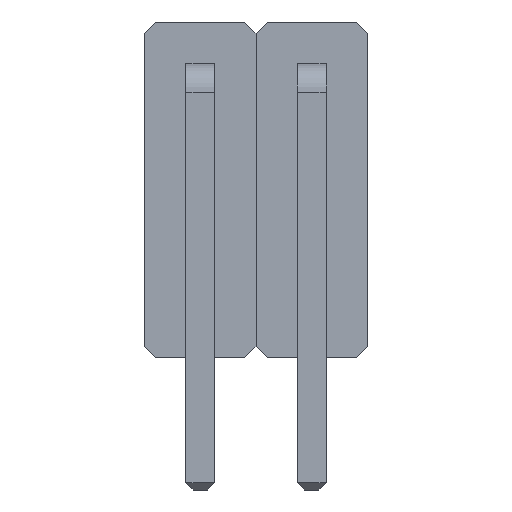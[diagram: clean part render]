
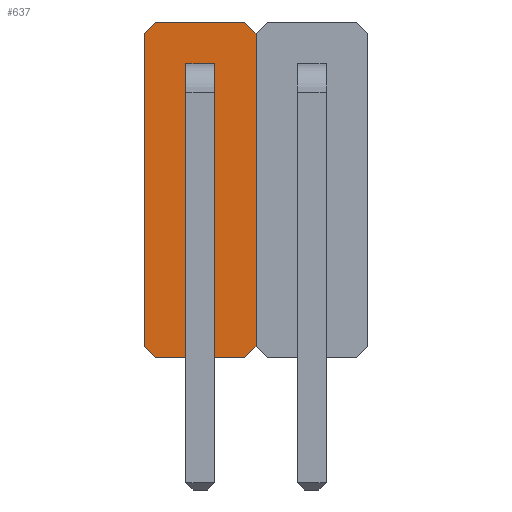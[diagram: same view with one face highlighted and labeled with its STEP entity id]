
A CAD part, left-side view. The second image highlights one B-rep face of the part: STEP entity #637.
In plain terms, the highlighted planar face has unit normal (-1, 0, 0).
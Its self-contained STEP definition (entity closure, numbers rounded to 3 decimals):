
#22 = VERTEX_POINT('',#23);
#23 = CARTESIAN_POINT('',(6.58,-1.27,0.254));
#40 = VERTEX_POINT('',#41);
#41 = CARTESIAN_POINT('',(6.58,-1.27,7.366));
#47 = EDGE_CURVE('',#22,#40,#48,.T.);
#48 = LINE('',#49,#50);
#49 = CARTESIAN_POINT('',(6.58,-1.27,0.254));
#50 = VECTOR('',#51,1.);
#51 = DIRECTION('',(0.,0.,1.));
#62 = VERTEX_POINT('',#63);
#63 = CARTESIAN_POINT('',(6.58,-1.016,7.62));
#78 = EDGE_CURVE('',#62,#40,#79,.T.);
#79 = LINE('',#80,#81);
#80 = CARTESIAN_POINT('',(6.58,-1.016,7.62));
#81 = VECTOR('',#82,1.);
#82 = DIRECTION('',(0.,-0.707,-0.707));
#102 = VERTEX_POINT('',#103);
#103 = CARTESIAN_POINT('',(6.58,1.016,7.62));
#109 = EDGE_CURVE('',#62,#102,#110,.T.);
#110 = LINE('',#111,#112);
#111 = CARTESIAN_POINT('',(6.58,-1.016,7.62));
#112 = VECTOR('',#113,1.);
#113 = DIRECTION('',(0.,1.,0.));
#133 = VERTEX_POINT('',#134);
#134 = CARTESIAN_POINT('',(6.58,1.27,7.366));
#140 = EDGE_CURVE('',#102,#133,#141,.T.);
#141 = LINE('',#142,#143);
#142 = CARTESIAN_POINT('',(6.58,1.016,7.62));
#143 = VECTOR('',#144,1.);
#144 = DIRECTION('',(0.,0.707,-0.707));
#164 = VERTEX_POINT('',#165);
#165 = CARTESIAN_POINT('',(6.58,1.27,0.254));
#171 = EDGE_CURVE('',#133,#164,#172,.T.);
#172 = LINE('',#173,#174);
#173 = CARTESIAN_POINT('',(6.58,1.27,7.366));
#174 = VECTOR('',#175,1.);
#175 = DIRECTION('',(0.,0.,-1.));
#186 = VERTEX_POINT('',#187);
#187 = CARTESIAN_POINT('',(6.58,1.016,0.));
#202 = EDGE_CURVE('',#186,#164,#203,.T.);
#203 = LINE('',#204,#205);
#204 = CARTESIAN_POINT('',(6.58,1.016,0.));
#205 = VECTOR('',#206,1.);
#206 = DIRECTION('',(0.,0.707,0.707));
#226 = VERTEX_POINT('',#227);
#227 = CARTESIAN_POINT('',(6.58,-1.016,0.));
#233 = EDGE_CURVE('',#186,#226,#234,.T.);
#234 = LINE('',#235,#236);
#235 = CARTESIAN_POINT('',(6.58,1.016,0.));
#236 = VECTOR('',#237,1.);
#237 = DIRECTION('',(0.,-1.,0.));
#255 = EDGE_CURVE('',#22,#226,#256,.T.);
#256 = LINE('',#257,#258);
#257 = CARTESIAN_POINT('',(6.58,-1.27,0.254));
#258 = VECTOR('',#259,1.);
#259 = DIRECTION('',(0.,0.707,-0.707));
#270 = VERTEX_POINT('',#271);
#271 = CARTESIAN_POINT('',(6.58,-0.32,6.03));
#288 = VERTEX_POINT('',#289);
#289 = CARTESIAN_POINT('',(6.58,-0.32,6.67));
#295 = EDGE_CURVE('',#270,#288,#296,.T.);
#296 = LINE('',#297,#298);
#297 = CARTESIAN_POINT('',(6.58,-0.32,6.03));
#298 = VECTOR('',#299,1.);
#299 = DIRECTION('',(0.,0.,1.));
#310 = VERTEX_POINT('',#311);
#311 = CARTESIAN_POINT('',(6.58,0.32,6.03));
#326 = EDGE_CURVE('',#310,#270,#327,.T.);
#327 = LINE('',#328,#329);
#328 = CARTESIAN_POINT('',(6.58,0.32,6.03));
#329 = VECTOR('',#330,1.);
#330 = DIRECTION('',(0.,-1.,0.));
#341 = VERTEX_POINT('',#342);
#342 = CARTESIAN_POINT('',(6.58,0.32,6.67));
#357 = EDGE_CURVE('',#341,#310,#358,.T.);
#358 = LINE('',#359,#360);
#359 = CARTESIAN_POINT('',(6.58,0.32,6.67));
#360 = VECTOR('',#361,1.);
#361 = DIRECTION('',(0.,0.,-1.));
#379 = EDGE_CURVE('',#288,#341,#380,.T.);
#380 = LINE('',#381,#382);
#381 = CARTESIAN_POINT('',(6.58,-0.32,6.67));
#382 = VECTOR('',#383,1.);
#383 = DIRECTION('',(0.,1.,0.));
#394 = VERTEX_POINT('',#395);
#395 = CARTESIAN_POINT('',(6.58,-0.32,3.49));
#412 = VERTEX_POINT('',#413);
#413 = CARTESIAN_POINT('',(6.58,-0.32,4.13));
#419 = EDGE_CURVE('',#394,#412,#420,.T.);
#420 = LINE('',#421,#422);
#421 = CARTESIAN_POINT('',(6.58,-0.32,3.49));
#422 = VECTOR('',#423,1.);
#423 = DIRECTION('',(0.,0.,1.));
#434 = VERTEX_POINT('',#435);
#435 = CARTESIAN_POINT('',(6.58,0.32,3.49));
#450 = EDGE_CURVE('',#434,#394,#451,.T.);
#451 = LINE('',#452,#453);
#452 = CARTESIAN_POINT('',(6.58,0.32,3.49));
#453 = VECTOR('',#454,1.);
#454 = DIRECTION('',(0.,-1.,0.));
#465 = VERTEX_POINT('',#466);
#466 = CARTESIAN_POINT('',(6.58,0.32,4.13));
#481 = EDGE_CURVE('',#465,#434,#482,.T.);
#482 = LINE('',#483,#484);
#483 = CARTESIAN_POINT('',(6.58,0.32,4.13));
#484 = VECTOR('',#485,1.);
#485 = DIRECTION('',(0.,0.,-1.));
#503 = EDGE_CURVE('',#412,#465,#504,.T.);
#504 = LINE('',#505,#506);
#505 = CARTESIAN_POINT('',(6.58,-0.32,4.13));
#506 = VECTOR('',#507,1.);
#507 = DIRECTION('',(0.,1.,0.));
#518 = VERTEX_POINT('',#519);
#519 = CARTESIAN_POINT('',(6.58,-0.32,0.95));
#536 = VERTEX_POINT('',#537);
#537 = CARTESIAN_POINT('',(6.58,-0.32,1.59));
#543 = EDGE_CURVE('',#518,#536,#544,.T.);
#544 = LINE('',#545,#546);
#545 = CARTESIAN_POINT('',(6.58,-0.32,0.95));
#546 = VECTOR('',#547,1.);
#547 = DIRECTION('',(0.,0.,1.));
#558 = VERTEX_POINT('',#559);
#559 = CARTESIAN_POINT('',(6.58,0.32,0.95));
#574 = EDGE_CURVE('',#558,#518,#575,.T.);
#575 = LINE('',#576,#577);
#576 = CARTESIAN_POINT('',(6.58,0.32,0.95));
#577 = VECTOR('',#578,1.);
#578 = DIRECTION('',(0.,-1.,0.));
#589 = VERTEX_POINT('',#590);
#590 = CARTESIAN_POINT('',(6.58,0.32,1.59));
#605 = EDGE_CURVE('',#589,#558,#606,.T.);
#606 = LINE('',#607,#608);
#607 = CARTESIAN_POINT('',(6.58,0.32,1.59));
#608 = VECTOR('',#609,1.);
#609 = DIRECTION('',(0.,0.,-1.));
#627 = EDGE_CURVE('',#536,#589,#628,.T.);
#628 = LINE('',#629,#630);
#629 = CARTESIAN_POINT('',(6.58,-0.32,1.59));
#630 = VECTOR('',#631,1.);
#631 = DIRECTION('',(0.,1.,0.));
#637 = ADVANCED_FACE('',(#638,#648,#654,#660),#666,.T.);
#638 = FACE_BOUND('',#639,.T.);
#639 = EDGE_LOOP('',(#640,#641,#642,#643,#644,#645,#646,#647));
#640 = ORIENTED_EDGE('',*,*,#47,.T.);
#641 = ORIENTED_EDGE('',*,*,#78,.F.);
#642 = ORIENTED_EDGE('',*,*,#109,.T.);
#643 = ORIENTED_EDGE('',*,*,#140,.T.);
#644 = ORIENTED_EDGE('',*,*,#171,.T.);
#645 = ORIENTED_EDGE('',*,*,#202,.F.);
#646 = ORIENTED_EDGE('',*,*,#233,.T.);
#647 = ORIENTED_EDGE('',*,*,#255,.F.);
#648 = FACE_BOUND('',#649,.T.);
#649 = EDGE_LOOP('',(#650,#651,#652,#653));
#650 = ORIENTED_EDGE('',*,*,#295,.F.);
#651 = ORIENTED_EDGE('',*,*,#326,.F.);
#652 = ORIENTED_EDGE('',*,*,#357,.F.);
#653 = ORIENTED_EDGE('',*,*,#379,.F.);
#654 = FACE_BOUND('',#655,.T.);
#655 = EDGE_LOOP('',(#656,#657,#658,#659));
#656 = ORIENTED_EDGE('',*,*,#419,.F.);
#657 = ORIENTED_EDGE('',*,*,#450,.F.);
#658 = ORIENTED_EDGE('',*,*,#481,.F.);
#659 = ORIENTED_EDGE('',*,*,#503,.F.);
#660 = FACE_BOUND('',#661,.T.);
#661 = EDGE_LOOP('',(#662,#663,#664,#665));
#662 = ORIENTED_EDGE('',*,*,#543,.F.);
#663 = ORIENTED_EDGE('',*,*,#574,.F.);
#664 = ORIENTED_EDGE('',*,*,#605,.F.);
#665 = ORIENTED_EDGE('',*,*,#627,.F.);
#666 = PLANE('',#667);
#667 = AXIS2_PLACEMENT_3D('',#668,#669,#670);
#668 = CARTESIAN_POINT('',(6.58,0.,3.81));
#669 = DIRECTION('',(-1.,-0.,0.));
#670 = DIRECTION('',(0.,0.,-1.));
